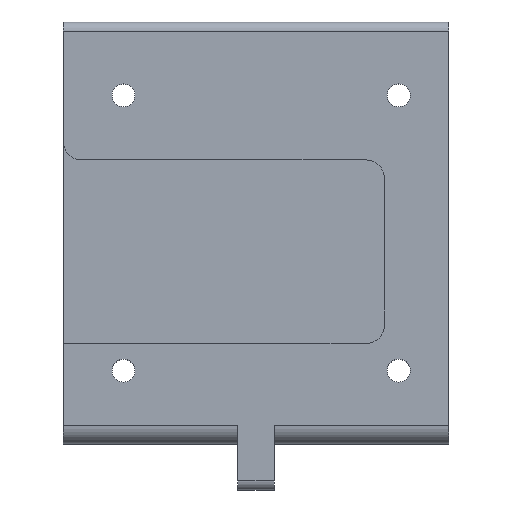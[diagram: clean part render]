
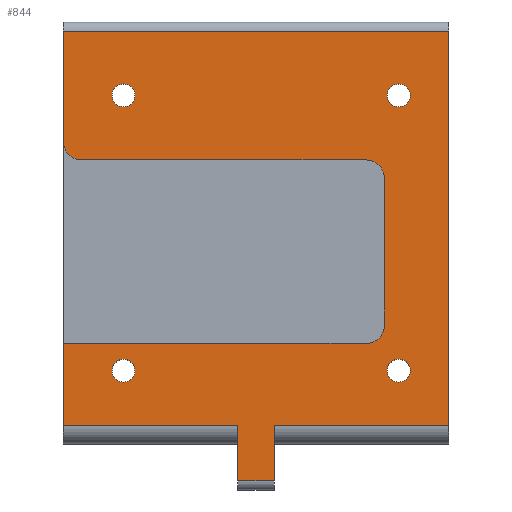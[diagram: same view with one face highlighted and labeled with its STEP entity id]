
A CAD part, top view. The second image highlights one B-rep face of the part: STEP entity #844.
In plain terms, the highlighted planar face has unit normal (0, 0, 1).
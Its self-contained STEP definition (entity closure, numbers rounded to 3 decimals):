
#28=FACE_BOUND('',#128,.T.);
#29=FACE_BOUND('',#129,.T.);
#30=FACE_BOUND('',#130,.T.);
#31=FACE_BOUND('',#131,.T.);
#46=PLANE('',#945);
#76=FACE_OUTER_BOUND('',#127,.T.);
#127=EDGE_LOOP('',(#680,#681,#682,#683,#684,#685,#686,#687,#688,#689,#690,
#691,#692,#693,#694));
#128=EDGE_LOOP('',(#695));
#129=EDGE_LOOP('',(#696));
#130=EDGE_LOOP('',(#697));
#131=EDGE_LOOP('',(#698));
#178=LINE('',#1327,#250);
#183=LINE('',#1344,#255);
#190=LINE('',#1362,#262);
#191=LINE('',#1365,#263);
#196=LINE('',#1382,#268);
#206=LINE('',#1414,#278);
#207=LINE('',#1419,#279);
#208=LINE('',#1423,#280);
#209=LINE('',#1426,#281);
#210=LINE('',#1428,#282);
#211=LINE('',#1430,#283);
#212=LINE('',#1431,#284);
#250=VECTOR('',#1054,10.);
#255=VECTOR('',#1069,10.);
#262=VECTOR('',#1084,10.);
#263=VECTOR('',#1087,10.);
#268=VECTOR('',#1102,10.);
#278=VECTOR('',#1140,10.);
#279=VECTOR('',#1145,10.);
#280=VECTOR('',#1148,10.);
#281=VECTOR('',#1151,10.);
#282=VECTOR('',#1152,10.);
#283=VECTOR('',#1153,10.);
#284=VECTOR('',#1154,10.);
#304=CIRCLE('',#891,1.25);
#308=CIRCLE('',#897,1.25);
#312=CIRCLE('',#903,1.25);
#339=CIRCLE('',#946,2.);
#340=CIRCLE('',#947,2.);
#341=CIRCLE('',#948,2.);
#342=CIRCLE('',#949,1.25);
#353=VERTEX_POINT('',#1242);
#357=VERTEX_POINT('',#1254);
#361=VERTEX_POINT('',#1266);
#383=VERTEX_POINT('',#1324);
#384=VERTEX_POINT('',#1326);
#391=VERTEX_POINT('',#1342);
#397=VERTEX_POINT('',#1358);
#398=VERTEX_POINT('',#1360);
#399=VERTEX_POINT('',#1364);
#405=VERTEX_POINT('',#1379);
#406=VERTEX_POINT('',#1381);
#415=VERTEX_POINT('',#1416);
#416=VERTEX_POINT('',#1418);
#417=VERTEX_POINT('',#1420);
#418=VERTEX_POINT('',#1422);
#419=VERTEX_POINT('',#1424);
#420=VERTEX_POINT('',#1427);
#421=VERTEX_POINT('',#1429);
#422=VERTEX_POINT('',#1432);
#434=EDGE_CURVE('',#353,#353,#304,.T.);
#440=EDGE_CURVE('',#357,#357,#308,.T.);
#446=EDGE_CURVE('',#361,#361,#312,.T.);
#470=EDGE_CURVE('',#383,#384,#178,.T.);
#479=EDGE_CURVE('',#383,#391,#183,.T.);
#488=EDGE_CURVE('',#398,#397,#190,.T.);
#489=EDGE_CURVE('',#399,#397,#191,.T.);
#499=EDGE_CURVE('',#406,#405,#196,.T.);
#516=EDGE_CURVE('',#406,#391,#206,.T.);
#517=EDGE_CURVE('',#415,#405,#339,.T.);
#518=EDGE_CURVE('',#415,#416,#207,.T.);
#519=EDGE_CURVE('',#417,#416,#340,.T.);
#520=EDGE_CURVE('',#417,#418,#208,.T.);
#521=EDGE_CURVE('',#419,#418,#341,.T.);
#522=EDGE_CURVE('',#419,#399,#209,.T.);
#523=EDGE_CURVE('',#398,#420,#210,.T.);
#524=EDGE_CURVE('',#421,#420,#211,.T.);
#525=EDGE_CURVE('',#384,#421,#212,.T.);
#526=EDGE_CURVE('',#422,#422,#342,.T.);
#680=ORIENTED_EDGE('',*,*,#470,.F.);
#681=ORIENTED_EDGE('',*,*,#479,.T.);
#682=ORIENTED_EDGE('',*,*,#516,.F.);
#683=ORIENTED_EDGE('',*,*,#499,.T.);
#684=ORIENTED_EDGE('',*,*,#517,.F.);
#685=ORIENTED_EDGE('',*,*,#518,.T.);
#686=ORIENTED_EDGE('',*,*,#519,.F.);
#687=ORIENTED_EDGE('',*,*,#520,.T.);
#688=ORIENTED_EDGE('',*,*,#521,.F.);
#689=ORIENTED_EDGE('',*,*,#522,.T.);
#690=ORIENTED_EDGE('',*,*,#489,.T.);
#691=ORIENTED_EDGE('',*,*,#488,.F.);
#692=ORIENTED_EDGE('',*,*,#523,.T.);
#693=ORIENTED_EDGE('',*,*,#524,.F.);
#694=ORIENTED_EDGE('',*,*,#525,.F.);
#695=ORIENTED_EDGE('',*,*,#434,.T.);
#696=ORIENTED_EDGE('',*,*,#440,.T.);
#697=ORIENTED_EDGE('',*,*,#446,.T.);
#698=ORIENTED_EDGE('',*,*,#526,.T.);
#844=ADVANCED_FACE('',(#76,#28,#29,#30,#31),#46,.T.);
#891=AXIS2_PLACEMENT_3D('',#1243,#986,#987);
#897=AXIS2_PLACEMENT_3D('',#1255,#1000,#1001);
#903=AXIS2_PLACEMENT_3D('',#1267,#1014,#1015);
#945=AXIS2_PLACEMENT_3D('',#1415,#1141,#1142);
#946=AXIS2_PLACEMENT_3D('',#1417,#1143,#1144);
#947=AXIS2_PLACEMENT_3D('',#1421,#1146,#1147);
#948=AXIS2_PLACEMENT_3D('',#1425,#1149,#1150);
#949=AXIS2_PLACEMENT_3D('',#1433,#1155,#1156);
#986=DIRECTION('center_axis',(0.,0.,-1.));
#987=DIRECTION('ref_axis',(1.,0.,0.));
#1000=DIRECTION('center_axis',(0.,0.,-1.));
#1001=DIRECTION('ref_axis',(1.,0.,0.));
#1014=DIRECTION('center_axis',(0.,0.,-1.));
#1015=DIRECTION('ref_axis',(1.,0.,0.));
#1054=DIRECTION('',(-1.,0.,0.));
#1069=DIRECTION('',(0.,1.,0.));
#1084=DIRECTION('',(-1.,0.,0.));
#1087=DIRECTION('',(0.,-1.,0.));
#1102=DIRECTION('',(0.,-1.,0.));
#1140=DIRECTION('',(1.,0.,0.));
#1141=DIRECTION('center_axis',(0.,0.,1.));
#1142=DIRECTION('ref_axis',(1.,0.,0.));
#1143=DIRECTION('center_axis',(0.,0.,-1.));
#1144=DIRECTION('ref_axis',(-0.707,-0.707,0.));
#1145=DIRECTION('',(1.,0.,0.));
#1146=DIRECTION('center_axis',(0.,0.,1.));
#1147=DIRECTION('ref_axis',(0.707,0.707,0.));
#1148=DIRECTION('',(0.,-1.,0.));
#1149=DIRECTION('center_axis',(0.,0.,1.));
#1150=DIRECTION('ref_axis',(0.707,-0.707,0.));
#1151=DIRECTION('',(-1.,0.,0.));
#1152=DIRECTION('',(0.,-1.,0.));
#1153=DIRECTION('',(-1.,0.,0.));
#1154=DIRECTION('',(0.,-1.,0.));
#1155=DIRECTION('center_axis',(0.,0.,-1.));
#1156=DIRECTION('ref_axis',(1.,0.,0.));
#1242=CARTESIAN_POINT('',(35.307,8.,12.));
#1243=CARTESIAN_POINT('Origin',(36.557,8.,12.));
#1254=CARTESIAN_POINT('',(5.307,8.,12.));
#1255=CARTESIAN_POINT('Origin',(6.557,8.,12.));
#1266=CARTESIAN_POINT('',(5.307,38.,12.));
#1267=CARTESIAN_POINT('Origin',(6.557,38.,12.));
#1324=CARTESIAN_POINT('',(42.,2.,12.));
#1326=CARTESIAN_POINT('',(23.,2.,12.));
#1327=CARTESIAN_POINT('',(10.5,2.,12.));
#1342=CARTESIAN_POINT('',(42.,45.,12.));
#1344=CARTESIAN_POINT('',(42.,0.,12.));
#1358=CARTESIAN_POINT('',(0.,2.,12.));
#1360=CARTESIAN_POINT('',(19.,2.,12.));
#1362=CARTESIAN_POINT('',(10.5,2.,12.));
#1364=CARTESIAN_POINT('',(0.,10.961,12.));
#1365=CARTESIAN_POINT('',(0.,42.,12.));
#1379=CARTESIAN_POINT('',(0.,32.961,12.));
#1381=CARTESIAN_POINT('',(0.,45.,12.));
#1382=CARTESIAN_POINT('',(0.,42.,12.));
#1414=CARTESIAN_POINT('',(31.5,45.,12.));
#1415=CARTESIAN_POINT('Origin',(21.,21.,12.));
#1416=CARTESIAN_POINT('',(2.,30.961,12.));
#1417=CARTESIAN_POINT('Origin',(2.,32.961,12.));
#1418=CARTESIAN_POINT('',(33.,30.961,12.));
#1419=CARTESIAN_POINT('',(10.5,30.961,12.));
#1420=CARTESIAN_POINT('',(35.,28.961,12.));
#1421=CARTESIAN_POINT('Origin',(33.,28.961,12.));
#1422=CARTESIAN_POINT('',(35.,12.961,12.));
#1423=CARTESIAN_POINT('',(35.,25.981,12.));
#1424=CARTESIAN_POINT('',(33.,10.961,12.));
#1425=CARTESIAN_POINT('Origin',(33.,12.961,12.));
#1426=CARTESIAN_POINT('',(28.,10.961,12.));
#1427=CARTESIAN_POINT('',(19.,-4.,12.));
#1428=CARTESIAN_POINT('',(19.,0.,12.));
#1429=CARTESIAN_POINT('',(23.,-4.,12.));
#1430=CARTESIAN_POINT('',(17.,-4.,12.));
#1431=CARTESIAN_POINT('',(23.,0.,12.));
#1432=CARTESIAN_POINT('',(35.307,38.,12.));
#1433=CARTESIAN_POINT('Origin',(36.557,38.,12.));
